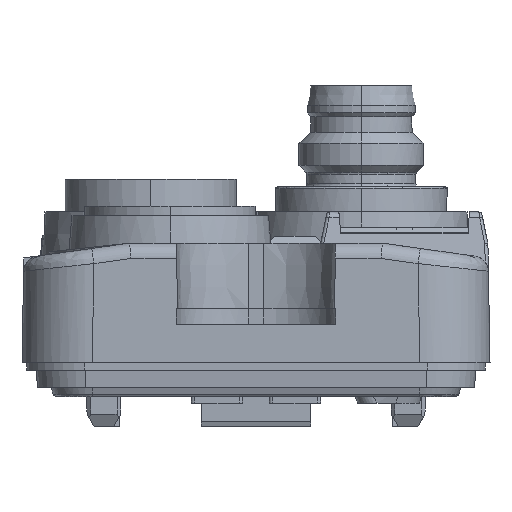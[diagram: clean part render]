
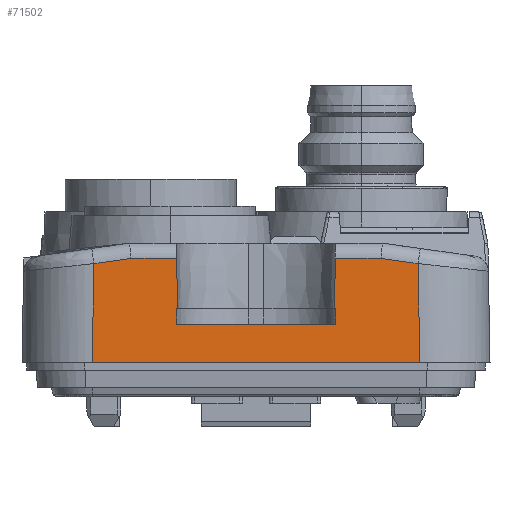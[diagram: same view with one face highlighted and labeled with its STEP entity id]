
A CAD part, front view. The second image highlights one B-rep face of the part: STEP entity #71502.
In plain terms, the highlighted planar face has unit normal (0, -1, 0.018).
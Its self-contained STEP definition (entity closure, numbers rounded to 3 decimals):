
#71465=AXIS2_PLACEMENT_3D('Plane Axis2P3D',#71462,#71463,#71464) ;
#69727=CARTESIAN_POINT('Vertex',(25.387,0.111,10.436)) ;
#70058=CARTESIAN_POINT('Vertex',(4.61,0.111,10.436)) ;
#70727=CARTESIAN_POINT('Vertex',(20.029,0.06,7.55)) ;
#70730=CARTESIAN_POINT('Line Origine',(20.057,0.088,9.159)) ;
#70734=CARTESIAN_POINT('Vertex',(20.085,0.116,10.767)) ;
#70764=CARTESIAN_POINT('Line Origine',(14.998,0.116,10.767)) ;
#70768=CARTESIAN_POINT('Vertex',(23.028,0.116,10.767)) ;
#70791=CARTESIAN_POINT('Line Origine',(18.198,0.128,11.446)) ;
#70808=CARTESIAN_POINT('Line Origine',(25.431,0.066,7.875)) ;
#70812=CARTESIAN_POINT('Vertex',(25.497,0.,4.1)) ;
#70843=CARTESIAN_POINT('Line Origine',(14.998,0.,4.1)) ;
#70847=CARTESIAN_POINT('Vertex',(4.499,0.,4.1)) ;
#70953=CARTESIAN_POINT('Line Origine',(4.565,0.066,7.875)) ;
#70972=CARTESIAN_POINT('Line Origine',(11.796,0.128,11.446)) ;
#70976=CARTESIAN_POINT('Vertex',(6.968,0.116,10.767)) ;
#71006=CARTESIAN_POINT('Vertex',(9.912,0.116,10.767)) ;
#71009=CARTESIAN_POINT('Line Origine',(14.998,0.116,10.767)) ;
#71026=CARTESIAN_POINT('Line Origine',(9.94,0.088,9.159)) ;
#71030=CARTESIAN_POINT('Vertex',(9.968,0.06,7.55)) ;
#71051=CARTESIAN_POINT('Line Origine',(9.931,0.06,7.55)) ;
#71055=CARTESIAN_POINT('Vertex',(9.894,0.06,7.55)) ;
#71114=CARTESIAN_POINT('Vertex',(20.102,0.06,7.55)) ;
#71117=CARTESIAN_POINT('Line Origine',(20.065,0.06,7.55)) ;
#71462=CARTESIAN_POINT('Axis2P3D Location',(22.498,-0.002,4.)) ;
#71467=CARTESIAN_POINT('Line Origine',(20.102,0.051,7.05)) ;
#71471=CARTESIAN_POINT('Vertex',(20.102,0.043,6.55)) ;
#71474=CARTESIAN_POINT('Line Origine',(14.998,0.043,6.55)) ;
#71478=CARTESIAN_POINT('Vertex',(9.894,0.043,6.55)) ;
#71481=CARTESIAN_POINT('Line Origine',(9.894,0.051,7.05)) ;
#70731=DIRECTION('Vector Direction',(0.017,0.017,1.)) ;
#70765=DIRECTION('Vector Direction',(1.,0.,0.)) ;
#70792=DIRECTION('Vector Direction',(-0.99,0.002,0.139)) ;
#70809=DIRECTION('Vector Direction',(0.017,-0.017,-1.)) ;
#70844=DIRECTION('Vector Direction',(-1.,0.,0.)) ;
#70954=DIRECTION('Vector Direction',(-0.017,-0.017,-1.)) ;
#70973=DIRECTION('Vector Direction',(0.99,0.002,0.139)) ;
#71010=DIRECTION('Vector Direction',(1.,0.,0.)) ;
#71027=DIRECTION('Vector Direction',(0.017,-0.017,-1.)) ;
#71052=DIRECTION('Vector Direction',(-1.,0.,0.)) ;
#71118=DIRECTION('Vector Direction',(-1.,0.,0.)) ;
#71463=DIRECTION('Axis2P3D Direction',(0.,1.,-0.017)) ;
#71464=DIRECTION('Axis2P3D XDirection',(0.,-0.017,-1.)) ;
#71468=DIRECTION('Vector Direction',(0.,-0.017,-1.)) ;
#71475=DIRECTION('Vector Direction',(1.,0.,0.)) ;
#71482=DIRECTION('Vector Direction',(0.,0.017,1.)) ;
#70732=VECTOR('Line Direction',#70731,1.) ;
#70766=VECTOR('Line Direction',#70765,1.) ;
#70793=VECTOR('Line Direction',#70792,1.) ;
#70810=VECTOR('Line Direction',#70809,1.) ;
#70845=VECTOR('Line Direction',#70844,1.) ;
#70955=VECTOR('Line Direction',#70954,1.) ;
#70974=VECTOR('Line Direction',#70973,1.) ;
#71011=VECTOR('Line Direction',#71010,1.) ;
#71028=VECTOR('Line Direction',#71027,1.) ;
#71053=VECTOR('Line Direction',#71052,1.) ;
#71119=VECTOR('Line Direction',#71118,1.) ;
#71469=VECTOR('Line Direction',#71468,1.) ;
#71476=VECTOR('Line Direction',#71475,1.) ;
#71483=VECTOR('Line Direction',#71482,1.) ;
#71487=ORIENTED_EDGE('',*,*,#71057,.F.) ;
#71488=ORIENTED_EDGE('',*,*,#71032,.F.) ;
#71489=ORIENTED_EDGE('',*,*,#71013,.F.) ;
#71490=ORIENTED_EDGE('',*,*,#70978,.F.) ;
#71491=ORIENTED_EDGE('',*,*,#70957,.F.) ;
#71492=ORIENTED_EDGE('',*,*,#70849,.F.) ;
#71493=ORIENTED_EDGE('',*,*,#70814,.F.) ;
#71494=ORIENTED_EDGE('',*,*,#70795,.F.) ;
#71495=ORIENTED_EDGE('',*,*,#70770,.F.) ;
#71496=ORIENTED_EDGE('',*,*,#70736,.F.) ;
#71497=ORIENTED_EDGE('',*,*,#71121,.F.) ;
#71498=ORIENTED_EDGE('',*,*,#71473,.T.) ;
#71499=ORIENTED_EDGE('',*,*,#71480,.F.) ;
#71500=ORIENTED_EDGE('',*,*,#71485,.T.) ;
#71502=ADVANCED_FACE('Hauptk\X2\00F6\X0\rper',(#71501),#71466,.F.) ;
#70736=EDGE_CURVE('',#70728,#70735,#70733,.T.) ;
#70770=EDGE_CURVE('',#70735,#70769,#70767,.T.) ;
#70795=EDGE_CURVE('',#70769,#69728,#70794,.F.) ;
#70814=EDGE_CURVE('',#69728,#70813,#70811,.T.) ;
#70849=EDGE_CURVE('',#70813,#70848,#70846,.T.) ;
#70957=EDGE_CURVE('',#70848,#70059,#70956,.F.) ;
#70978=EDGE_CURVE('',#70059,#70977,#70975,.T.) ;
#71013=EDGE_CURVE('',#70977,#71007,#71012,.T.) ;
#71032=EDGE_CURVE('',#71007,#71031,#71029,.T.) ;
#71057=EDGE_CURVE('',#71031,#71056,#71054,.T.) ;
#71121=EDGE_CURVE('',#71115,#70728,#71120,.T.) ;
#71473=EDGE_CURVE('',#71115,#71472,#71470,.T.) ;
#71480=EDGE_CURVE('',#71479,#71472,#71477,.T.) ;
#71485=EDGE_CURVE('',#71479,#71056,#71484,.T.) ;
#71486=EDGE_LOOP('',(#71487,#71488,#71489,#71490,#71491,#71492,#71493,#71494,#71495,#71496,#71497,#71498,#71499,#71500)) ;
#71501=FACE_OUTER_BOUND('',#71486,.T.) ;
#70733=LINE('Line',#70730,#70732) ;
#70767=LINE('Line',#70764,#70766) ;
#70794=LINE('Line',#70791,#70793) ;
#70811=LINE('Line',#70808,#70810) ;
#70846=LINE('Line',#70843,#70845) ;
#70956=LINE('Line',#70953,#70955) ;
#70975=LINE('Line',#70972,#70974) ;
#71012=LINE('Line',#71009,#71011) ;
#71029=LINE('Line',#71026,#71028) ;
#71054=LINE('Line',#71051,#71053) ;
#71120=LINE('Line',#71117,#71119) ;
#71470=LINE('Line',#71467,#71469) ;
#71477=LINE('Line',#71474,#71476) ;
#71484=LINE('Line',#71481,#71483) ;
#71466=PLANE('',#71465) ;
#69728=VERTEX_POINT('',#69727) ;
#70059=VERTEX_POINT('',#70058) ;
#70728=VERTEX_POINT('',#70727) ;
#70735=VERTEX_POINT('',#70734) ;
#70769=VERTEX_POINT('',#70768) ;
#70813=VERTEX_POINT('',#70812) ;
#70848=VERTEX_POINT('',#70847) ;
#70977=VERTEX_POINT('',#70976) ;
#71007=VERTEX_POINT('',#71006) ;
#71031=VERTEX_POINT('',#71030) ;
#71056=VERTEX_POINT('',#71055) ;
#71115=VERTEX_POINT('',#71114) ;
#71472=VERTEX_POINT('',#71471) ;
#71479=VERTEX_POINT('',#71478) ;
